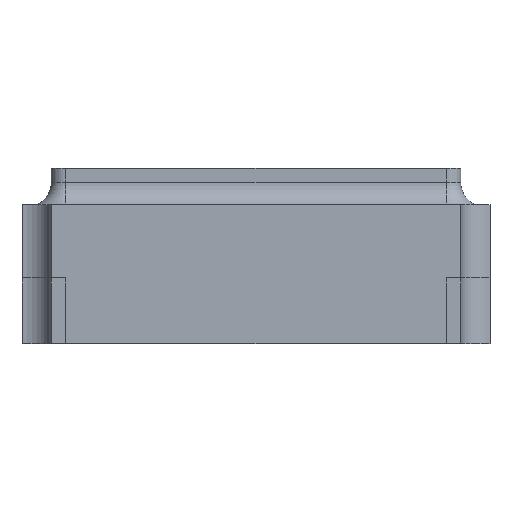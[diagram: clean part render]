
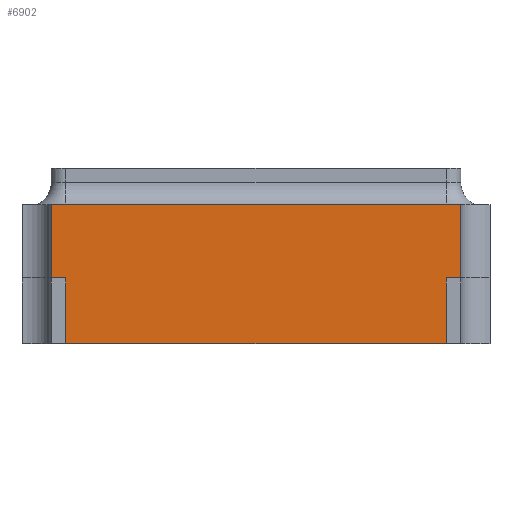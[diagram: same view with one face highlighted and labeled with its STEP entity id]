
A CAD part, front view. The second image highlights one B-rep face of the part: STEP entity #6902.
In plain terms, the highlighted planar face has unit normal (0, -1, 0).
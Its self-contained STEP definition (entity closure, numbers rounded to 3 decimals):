
#839=ORIENTED_EDGE('',*,*,#2044,.F.);
#840=ORIENTED_EDGE('',*,*,#2041,.T.);
#841=ORIENTED_EDGE('',*,*,#2195,.T.);
#842=ORIENTED_EDGE('',*,*,#1979,.F.);
#843=ORIENTED_EDGE('',*,*,#1983,.T.);
#844=ORIENTED_EDGE('',*,*,#2196,.F.);
#845=ORIENTED_EDGE('',*,*,#2197,.F.);
#846=ORIENTED_EDGE('',*,*,#2138,.T.);
#1979=EDGE_CURVE('',#2735,#2734,#3232,.T.);
#1983=EDGE_CURVE('',#2735,#2738,#3234,.T.);
#2041=EDGE_CURVE('',#2781,#2780,#3278,.T.);
#2044=EDGE_CURVE('',#2781,#2782,#3280,.T.);
#2138=EDGE_CURVE('',#2848,#2782,#3347,.T.);
#2195=EDGE_CURVE('',#2780,#2734,#3386,.T.);
#2196=EDGE_CURVE('',#2884,#2738,#3387,.T.);
#2197=EDGE_CURVE('',#2848,#2884,#3388,.T.);
#2734=VERTEX_POINT('',#8823);
#2735=VERTEX_POINT('',#8825);
#2738=VERTEX_POINT('',#8833);
#2780=VERTEX_POINT('',#8946);
#2781=VERTEX_POINT('',#8948);
#2782=VERTEX_POINT('',#8953);
#2848=VERTEX_POINT('',#9138);
#2884=VERTEX_POINT('',#9249);
#3232=LINE('',#8826,#3689);
#3234=LINE('',#8834,#3691);
#3278=LINE('',#8947,#3735);
#3280=LINE('',#8952,#3737);
#3347=LINE('',#9137,#3804);
#3386=LINE('',#9246,#3843);
#3387=LINE('',#9248,#3844);
#3388=LINE('',#9250,#3845);
#3689=VECTOR('',#7568,1000.);
#3691=VECTOR('',#7576,1000.);
#3735=VECTOR('',#7674,1000.);
#3737=VECTOR('',#7680,1000.);
#3804=VECTOR('',#7851,1000.);
#3843=VECTOR('',#7958,1000.);
#3844=VECTOR('',#7961,1000.);
#3845=VECTOR('',#7962,1000.);
#4192=EDGE_LOOP('',(#839,#840,#841,#842,#843,#844,#845,#846));
#4489=FACE_BOUND('',#4192,.T.);
#4764=PLANE('',#7262);
#6902=ADVANCED_FACE('',(#4489),#4764,.F.);
#7262=AXIS2_PLACEMENT_3D('',#9247,#7959,#7960);
#7568=DIRECTION('',(0.,0.,-1.));
#7576=DIRECTION('',(1.,0.,0.));
#7674=DIRECTION('',(0.,0.,-1.));
#7680=DIRECTION('',(-1.,0.,0.));
#7851=DIRECTION('',(0.,0.,-1.));
#7958=DIRECTION('',(1.,0.,0.));
#7959=DIRECTION('',(0.,1.,0.));
#7960=DIRECTION('',(-1.,0.,0.));
#7961=DIRECTION('',(0.,0.,-1.));
#7962=DIRECTION('',(1.,0.,0.));
#8823=CARTESIAN_POINT('',(1.3,-1.25,0.));
#8825=CARTESIAN_POINT('',(1.3,-1.25,0.45));
#8826=CARTESIAN_POINT('',(1.3,-1.25,0.45));
#8833=CARTESIAN_POINT('',(1.4,-1.25,0.45));
#8834=CARTESIAN_POINT('',(1.3,-1.25,0.45));
#8946=CARTESIAN_POINT('',(-1.3,-1.25,0.));
#8947=CARTESIAN_POINT('',(-1.3,-1.25,0.45));
#8948=CARTESIAN_POINT('',(-1.3,-1.25,0.45));
#8952=CARTESIAN_POINT('',(-1.3,-1.25,0.45));
#8953=CARTESIAN_POINT('',(-1.4,-1.25,0.45));
#9137=CARTESIAN_POINT('',(-1.4,-1.25,0.95));
#9138=CARTESIAN_POINT('',(-1.4,-1.25,0.95));
#9246=CARTESIAN_POINT('',(-1.4,-1.25,0.));
#9247=CARTESIAN_POINT('',(-1.4,-1.25,0.95));
#9248=CARTESIAN_POINT('',(1.4,-1.25,0.95));
#9249=CARTESIAN_POINT('',(1.4,-1.25,0.95));
#9250=CARTESIAN_POINT('',(-1.4,-1.25,0.95));
